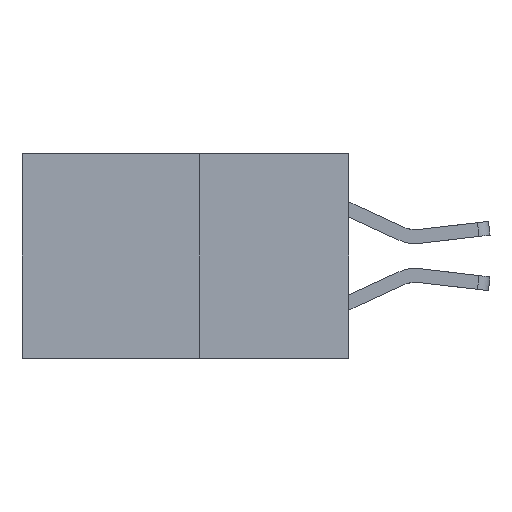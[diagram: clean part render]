
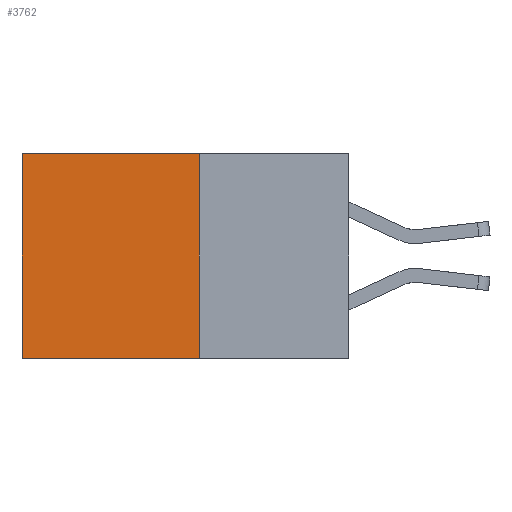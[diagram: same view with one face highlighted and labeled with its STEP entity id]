
A CAD part, left-side view. The second image highlights one B-rep face of the part: STEP entity #3762.
In plain terms, the highlighted planar face has unit normal (-1, 0, 0).
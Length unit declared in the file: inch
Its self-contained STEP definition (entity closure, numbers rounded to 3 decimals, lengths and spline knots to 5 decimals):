
#210 = DIRECTION ( 'NONE',  ( 0., 0., -1. ) ) ;
#1052 = AXIS2_PLACEMENT_3D ( 'NONE', #10475, #9890, #9724 ) ;
#1187 = EDGE_CURVE ( 'NONE', #6401, #4621, #4932, .T. ) ;
#1446 = CARTESIAN_POINT ( 'NONE',  ( 0.277, 0.27, 0. ) ) ;
#1459 = CARTESIAN_POINT ( 'NONE',  ( 0.277, 0.59, 0. ) ) ;
#1539 = VECTOR ( 'NONE', #2449, 39.37008 ) ;
#1911 = ORIENTED_EDGE ( 'NONE', *, *, #1187, .F. ) ;
#2044 = CARTESIAN_POINT ( 'NONE',  ( 0.277, 0.59, -0.37 ) ) ;
#2290 = EDGE_CURVE ( 'NONE', #5990, #6401, #11280, .T. ) ;
#2449 = DIRECTION ( 'NONE',  ( 0., 1., 0. ) ) ;
#2603 = VECTOR ( 'NONE', #8520, 39.37008 ) ;
#2651 = CARTESIAN_POINT ( 'NONE',  ( 0.277, 0.27, 0. ) ) ;
#3532 = EDGE_CURVE ( 'NONE', #5990, #5275, #6261, .T. ) ;
#3762 = ADVANCED_FACE ( 'NONE', ( #8984 ), #10264, .F. ) ;
#4373 = VECTOR ( 'NONE', #10413, 39.37008 ) ;
#4621 = VERTEX_POINT ( 'NONE', #2044 ) ;
#4932 = LINE ( 'NONE', #7353, #2603 ) ;
#5275 = VERTEX_POINT ( 'NONE', #1459 ) ;
#5378 = VECTOR ( 'NONE', #210, 39.37008 ) ;
#5990 = VERTEX_POINT ( 'NONE', #1446 ) ;
#6261 = LINE ( 'NONE', #2651, #1539 ) ;
#6401 = VERTEX_POINT ( 'NONE', #9826 ) ;
#7353 = CARTESIAN_POINT ( 'NONE',  ( 0.277, 0.27, -0.37 ) ) ;
#7754 = LINE ( 'NONE', #10802, #5378 ) ;
#8520 = DIRECTION ( 'NONE',  ( 0., 1., 0. ) ) ;
#8541 = EDGE_LOOP ( 'NONE', ( #10931, #1911, #8925, #11199 ) ) ;
#8729 = EDGE_CURVE ( 'NONE', #5275, #4621, #7754, .T. ) ;
#8925 = ORIENTED_EDGE ( 'NONE', *, *, #2290, .F. ) ;
#8984 = FACE_OUTER_BOUND ( 'NONE', #8541, .T. ) ;
#9724 = DIRECTION ( 'NONE',  ( 0., 0., -1. ) ) ;
#9826 = CARTESIAN_POINT ( 'NONE',  ( 0.277, 0.27, -0.37 ) ) ;
#9890 = DIRECTION ( 'NONE',  ( 1., 0., 0. ) ) ;
#10264 = PLANE ( 'NONE',  #1052 ) ;
#10332 = CARTESIAN_POINT ( 'NONE',  ( 0.277, 0.27, -0.37 ) ) ;
#10413 = DIRECTION ( 'NONE',  ( 0., 0., -1. ) ) ;
#10475 = CARTESIAN_POINT ( 'NONE',  ( 0.277, 0.27, -0.37 ) ) ;
#10802 = CARTESIAN_POINT ( 'NONE',  ( 0.277, 0.59, -0.37 ) ) ;
#10931 = ORIENTED_EDGE ( 'NONE', *, *, #8729, .T. ) ;
#11199 = ORIENTED_EDGE ( 'NONE', *, *, #3532, .T. ) ;
#11280 = LINE ( 'NONE', #10332, #4373 ) ;
